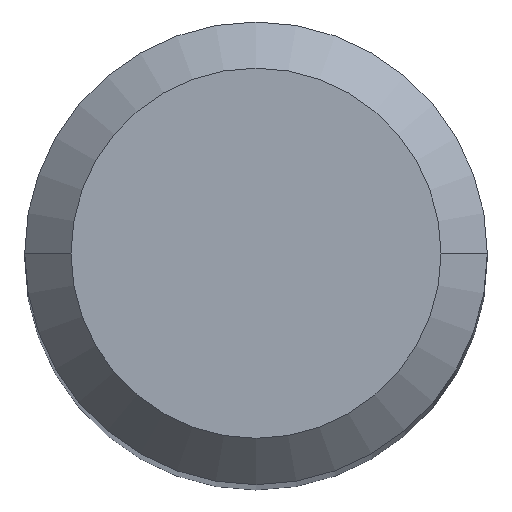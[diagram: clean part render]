
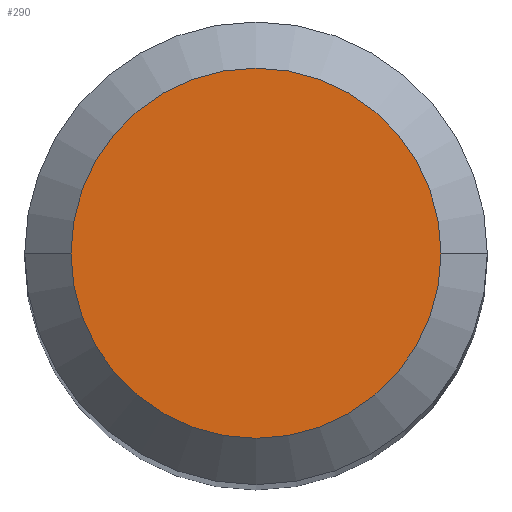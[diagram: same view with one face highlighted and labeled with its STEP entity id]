
A CAD part, top view. The second image highlights one B-rep face of the part: STEP entity #290.
In plain terms, the highlighted planar face has unit normal (0, 0, 1).
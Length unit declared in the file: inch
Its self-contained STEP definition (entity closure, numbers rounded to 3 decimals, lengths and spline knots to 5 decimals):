
#25 = AXIS2_PLACEMENT_3D ( 'NONE', #441, #106, #26 ) ;
#26 = DIRECTION ( 'NONE',  ( 1., 0., 0. ) ) ;
#56 = DIRECTION ( 'NONE',  ( 0., 0., -1. ) ) ;
#73 = DIRECTION ( 'NONE',  ( 0., 0., 1. ) ) ;
#79 = CARTESIAN_POINT ( 'NONE',  ( 0.09448, 0., 0. ) ) ;
#106 = DIRECTION ( 'NONE',  ( 0., 0., 1. ) ) ;
#122 = PLANE ( 'NONE',  #258 ) ;
#144 = CIRCLE ( 'NONE', #25, 0.09448 ) ;
#149 = DIRECTION ( 'NONE',  ( 1., 0., 0. ) ) ;
#155 = EDGE_LOOP ( 'NONE', ( #469, #387 ) ) ;
#258 = AXIS2_PLACEMENT_3D ( 'NONE', #285, #56, #444 ) ;
#265 = EDGE_CURVE ( 'NONE', #384, #450, #144, .T. ) ;
#274 = CIRCLE ( 'NONE', #354, 0.09448 ) ;
#285 = CARTESIAN_POINT ( 'NONE',  ( 0., 0., 0. ) ) ;
#290 = ADVANCED_FACE ( 'NONE', ( #332 ), #122, .F. ) ;
#332 = FACE_OUTER_BOUND ( 'NONE', #155, .T. ) ;
#334 = CARTESIAN_POINT ( 'NONE',  ( 0., 0., 0. ) ) ;
#354 = AXIS2_PLACEMENT_3D ( 'NONE', #334, #73, #149 ) ;
#384 = VERTEX_POINT ( 'NONE', #412 ) ;
#387 = ORIENTED_EDGE ( 'NONE', *, *, #416, .T. ) ;
#412 = CARTESIAN_POINT ( 'NONE',  ( -0.09448, 0., 0. ) ) ;
#416 = EDGE_CURVE ( 'NONE', #450, #384, #274, .T. ) ;
#441 = CARTESIAN_POINT ( 'NONE',  ( 0., 0., 0. ) ) ;
#444 = DIRECTION ( 'NONE',  ( -1., 0., 0. ) ) ;
#450 = VERTEX_POINT ( 'NONE', #79 ) ;
#469 = ORIENTED_EDGE ( 'NONE', *, *, #265, .T. ) ;
